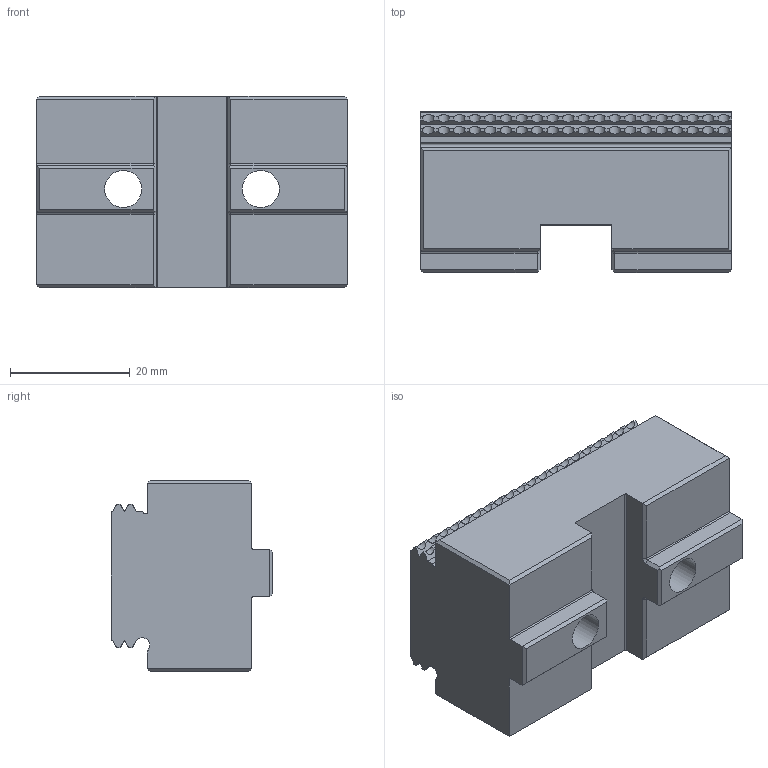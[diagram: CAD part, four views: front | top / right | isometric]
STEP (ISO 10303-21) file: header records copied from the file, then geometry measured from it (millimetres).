
FILE_DESCRIPTION(/* description */ (''),/* implementation_level */ '2;1');
FILE_NAME(/* name */ 'ML-MZS 70.stp',/* time_stamp */ '2019-11-15T16:54:16+01:00',/* author */ ('e.orio2'),/* organization */ (''),/* preprocessor_version */ 'ST-DEVELOPER v17',/* originating_system */ 'Autodesk Inventor 2019',/* authorisation */ '');
FILE_SCHEMA (('AUTOMOTIVE_DESIGN { 1 0 10303 214 3 1 1 }'));
Length unit declared in the file: millimetre
Products named in the file (1): ML-MZS 70
Bounding box: 52 x 27 x 32 mm (x, y, z)
Volume: 31542.1 mm3; surface area: 9351.2 mm2
Topology: 1 solids, 1 shells, 240 faces, 688 edges, 452 vertices
Faces by surface type: plane 144, cylinder 92, cone 4
Full cylindrical faces by diameter (mm): 6.2 x2, 11 x2
Entity records: 7891 total; most frequent: CARTESIAN_POINT 1381, ORIENTED_EDGE 1376, DIRECTION 1362, EDGE_CURVE 688, LINE 496, VECTOR 496, VERTEX_POINT 452, AXIS2_PLACEMENT_3D 433
